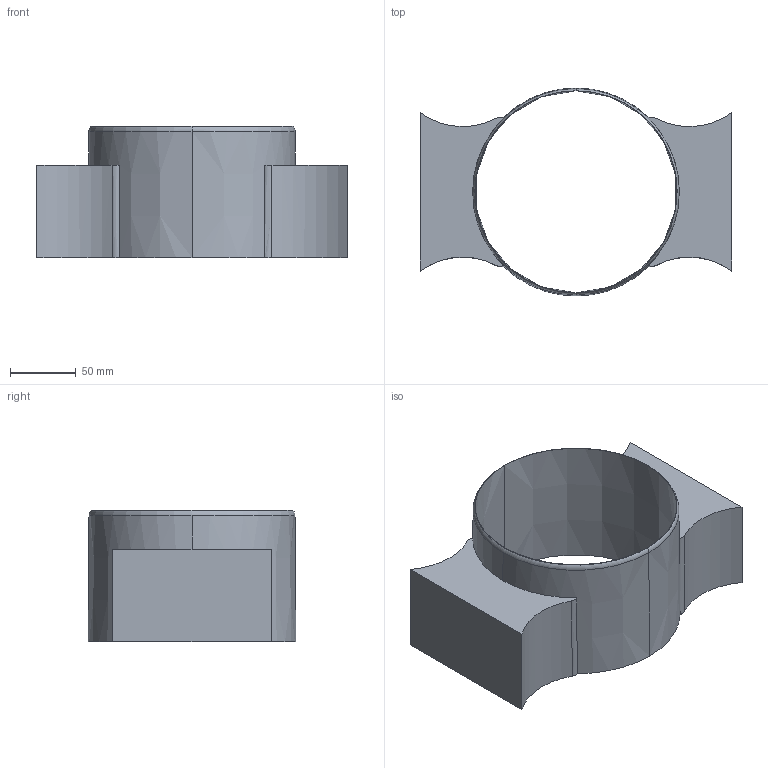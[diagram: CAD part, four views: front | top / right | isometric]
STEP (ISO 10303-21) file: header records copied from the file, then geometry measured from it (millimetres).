
FILE_DESCRIPTION(('HOOPS Exchange Step'),'2;1');
FILE_NAME('temp_export','2024-11-02T14:44:30-04:00',('tomgrant'),('Shapr3D Limited'),'HOOPS Exchange 2023.1','Shapr3D','Authorized');
FILE_SCHEMA( ('AUTOMOTIVE_DESIGN { 1 0 10303 214 1 1 1 1 }') );
Length unit declared in the file: millimetre
Products named in the file (1): root
Bounding box: 235.76 x 157.5 x 99.5 mm (x, y, z)
Volume: 748987.6 mm3; surface area: 135278.6 mm2
Topology: 1 solids, 1 shells, 29 faces, 70 edges, 42 vertices
Faces by surface type: cone 10, torus 6, plane 5, cylinder 4, bspline 4
Entity records: 1750 total; most frequent: CARTESIAN_POINT 1084, ORIENTED_EDGE 140, DIRECTION 128, EDGE_CURVE 70, AXIS2_PLACEMENT_3D 58, VERTEX_POINT 42, CIRCLE 32, EDGE_LOOP 30
